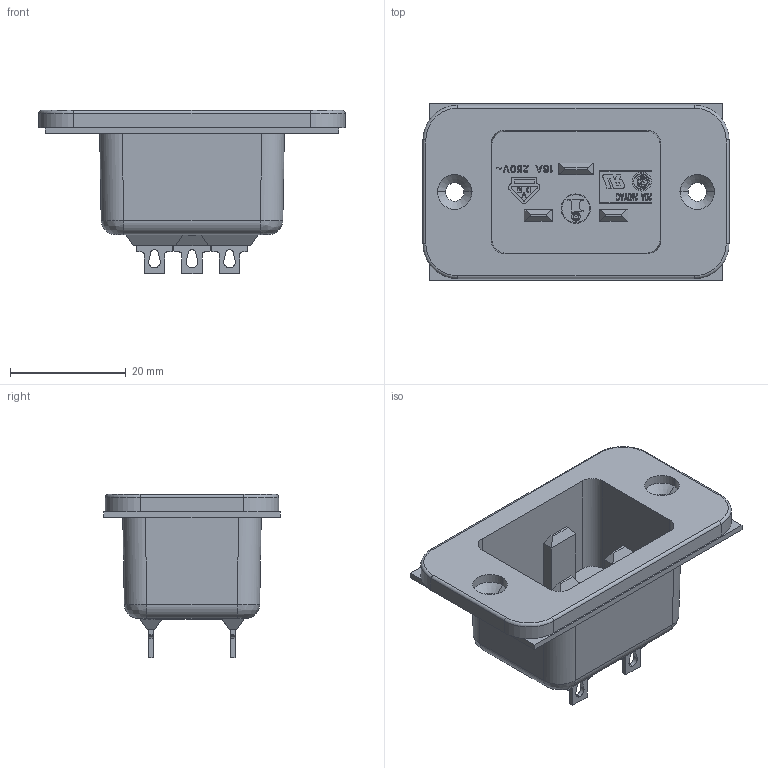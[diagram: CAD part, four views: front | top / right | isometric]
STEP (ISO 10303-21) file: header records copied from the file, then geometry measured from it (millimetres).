
FILE_DESCRIPTION(('OneSpaceDesigner STEP Export'),'2;1');
FILE_NAME('83030410_R1_C20_Screw-Mount_Solder-Tab_w-Panel-Cutout_10-17-12_STP.stp','2013-03-13T10:03:53',(''),(''),'OneSpace Designer STEP processor for AP214 (Solid Model)','OneSpace Designer 14.50 18-Oct-2006 (C) CoCreate Software GmbH','');
FILE_SCHEMA(('AUTOMOTIVE_DESIGN { 1 0 10303 214 1 1 1 1 }'));
Length unit declared in the file: millimetre
Products named in the file (6): Panel-Cutout_C20_Screw-Mount; C20_Screw-Mount; C20_L_N_Pin_Solder_Tab.1; 55030550_R1_C20_Ground_Solder-Tab_10-18-12; C20_Contacts_Solder-Tab_Assy; 83030410_R1_C20_Screw-Mount_Solder-Tab_w-Panel-Cutout_10-17-12
Assembly tree (6 placements, depth 3):
  83030410_R1_C20_Screw-Mount_Solder-Tab_w-Panel-Cutout_10-17-12
    C20_Contacts_Solder-Tab_Assy
      C20_L_N_Pin_Solder_Tab.1  x2
      55030550_R1_C20_Ground_Solder-Tab_10-18-12
    C20_Screw-Mount
    Panel-Cutout_C20_Screw-Mount
Bounding box: 53 x 30.48 x 28.25 mm (x, y, z)
Volume: 8119.3 mm3; surface area: 10094.9 mm2
Topology: 5 solids, 5 shells, 1681 faces, 4734 edges, 3140 vertices
Faces by surface type: plane 1495, cylinder 157, bspline 17, cone 4, torus 4, extrusion 4
Entity records: 52936 total; most frequent: CARTESIAN_POINT 10167, ORIENTED_EDGE 9222, DIRECTION 7809, EDGE_CURVE 4611, VECTOR 4259, LINE 4255, VERTEX_POINT 3062, AXIS2_PLACEMENT_3D 1775
